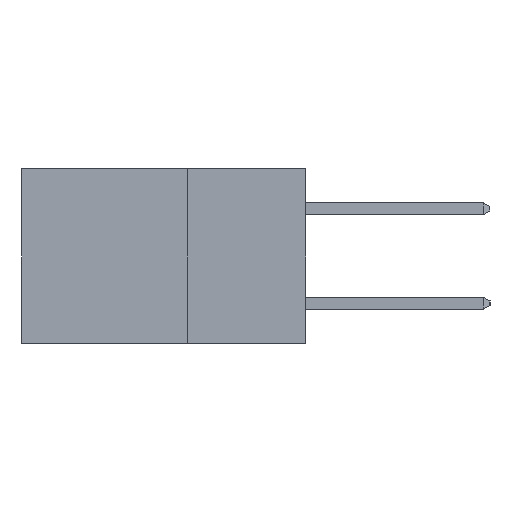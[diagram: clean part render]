
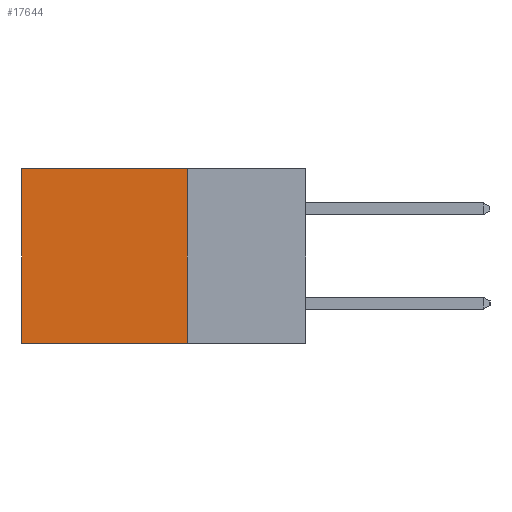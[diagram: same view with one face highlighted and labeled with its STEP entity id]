
A CAD part, left-side view. The second image highlights one B-rep face of the part: STEP entity #17644.
In plain terms, the highlighted planar face has unit normal (-1, 0, 0).
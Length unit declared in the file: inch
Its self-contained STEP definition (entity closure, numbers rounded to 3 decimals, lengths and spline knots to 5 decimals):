
#966 = DIRECTION ( 'NONE',  ( 0., 0., -1. ) ) ;
#2978 = CARTESIAN_POINT ( 'NONE',  ( 0.2615, 0.6, 0. ) ) ;
#3372 = ORIENTED_EDGE ( 'NONE', *, *, #9026, .T. ) ;
#4569 = DIRECTION ( 'NONE',  ( 0., 1., 0. ) ) ;
#4639 = LINE ( 'NONE', #24637, #9426 ) ;
#4756 = ORIENTED_EDGE ( 'NONE', *, *, #17030, .F. ) ;
#5352 = VERTEX_POINT ( 'NONE', #14380 ) ;
#6511 = VECTOR ( 'NONE', #966, 39.37008 ) ;
#6952 = PLANE ( 'NONE',  #25075 ) ;
#7126 = EDGE_CURVE ( 'NONE', #5352, #9444, #7297, .T. ) ;
#7297 = LINE ( 'NONE', #18404, #22733 ) ;
#8452 = CARTESIAN_POINT ( 'NONE',  ( 0.2615, 0.6, -0.37 ) ) ;
#9010 = CARTESIAN_POINT ( 'NONE',  ( 0.2615, 0.25, -0.37 ) ) ;
#9026 = EDGE_CURVE ( 'NONE', #12210, #19455, #4639, .T. ) ;
#9426 = VECTOR ( 'NONE', #4569, 39.37008 ) ;
#9444 = VERTEX_POINT ( 'NONE', #15825 ) ;
#9671 = EDGE_CURVE ( 'NONE', #19455, #9444, #15719, .T. ) ;
#10091 = ORIENTED_EDGE ( 'NONE', *, *, #9671, .T. ) ;
#10811 = EDGE_LOOP ( 'NONE', ( #10091, #22319, #4756, #3372 ) ) ;
#11036 = DIRECTION ( 'NONE',  ( 0., 0., -1. ) ) ;
#11922 = LINE ( 'NONE', #17073, #6511 ) ;
#12210 = VERTEX_POINT ( 'NONE', #18472 ) ;
#12523 = DIRECTION ( 'NONE',  ( 0., 0., -1. ) ) ;
#13463 = FACE_OUTER_BOUND ( 'NONE', #10811, .T. ) ;
#14380 = CARTESIAN_POINT ( 'NONE',  ( 0.2615, 0.25, -0.37 ) ) ;
#15719 = LINE ( 'NONE', #8452, #25701 ) ;
#15825 = CARTESIAN_POINT ( 'NONE',  ( 0.2615, 0.6, -0.37 ) ) ;
#17030 = EDGE_CURVE ( 'NONE', #12210, #5352, #11922, .T. ) ;
#17073 = CARTESIAN_POINT ( 'NONE',  ( 0.2615, 0.25, -0.37 ) ) ;
#17644 = ADVANCED_FACE ( 'NONE', ( #13463 ), #6952, .F. ) ;
#18261 = DIRECTION ( 'NONE',  ( 0., 1., 0. ) ) ;
#18404 = CARTESIAN_POINT ( 'NONE',  ( 0.2615, 0.25, -0.37 ) ) ;
#18472 = CARTESIAN_POINT ( 'NONE',  ( 0.2615, 0.25, 0. ) ) ;
#19455 = VERTEX_POINT ( 'NONE', #2978 ) ;
#22319 = ORIENTED_EDGE ( 'NONE', *, *, #7126, .F. ) ;
#22733 = VECTOR ( 'NONE', #18261, 39.37008 ) ;
#23070 = DIRECTION ( 'NONE',  ( 1., 0., 0. ) ) ;
#24637 = CARTESIAN_POINT ( 'NONE',  ( 0.2615, 0.25, 0. ) ) ;
#25075 = AXIS2_PLACEMENT_3D ( 'NONE', #9010, #23070, #11036 ) ;
#25701 = VECTOR ( 'NONE', #12523, 39.37008 ) ;
